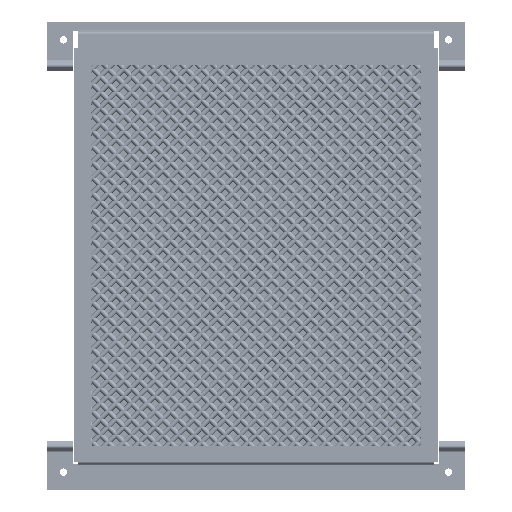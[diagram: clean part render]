
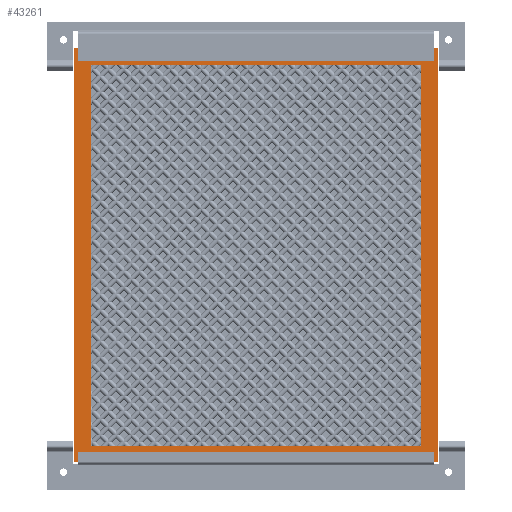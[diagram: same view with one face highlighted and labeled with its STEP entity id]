
A CAD part, front view. The second image highlights one B-rep face of the part: STEP entity #43261.
In plain terms, the highlighted planar face has unit normal (0, -1, 0).
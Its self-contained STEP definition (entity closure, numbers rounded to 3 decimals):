
#54 = LINE ( 'NONE', #40064, #40546 ) ;
#1555 = CARTESIAN_POINT ( 'NONE',  ( 1., -0.26, -9.625 ) ) ;
#5579 = AXIS2_PLACEMENT_3D ( 'NONE', #163241, #50828, #113688 ) ;
#8561 = EDGE_LOOP ( 'NONE', ( #170219, #146399, #123940, #199033 ) ) ;
#10990 = CARTESIAN_POINT ( 'NONE',  ( 0.625, -0.26, -0.6 ) ) ;
#18418 = LINE ( 'NONE', #68859, #154914 ) ;
#19822 = CARTESIAN_POINT ( 'NONE',  ( 8.5, -0.26, -0.975 ) ) ;
#31983 = VECTOR ( 'NONE', #181630, 39.37 ) ;
#36149 = CARTESIAN_POINT ( 'NONE',  ( 8.5, -0.26, -9.625 ) ) ;
#36566 = VERTEX_POINT ( 'NONE', #56305 ) ;
#38798 = DIRECTION ( 'NONE',  ( 0., 0., -1. ) ) ;
#40064 = CARTESIAN_POINT ( 'NONE',  ( 4.75, -0.26, -9.625 ) ) ;
#40546 = VECTOR ( 'NONE', #100893, 39.37 ) ;
#40625 = CARTESIAN_POINT ( 'NONE',  ( 0.625, -0.26, -0.6 ) ) ;
#43261 = ADVANCED_FACE ( 'NONE', ( #66297, #114692 ), #129164, .T. ) ;
#43540 = EDGE_CURVE ( 'NONE', #100908, #36566, #116232, .T. ) ;
#43820 = LINE ( 'NONE', #106652, #148359 ) ;
#50828 = DIRECTION ( 'NONE',  ( 0., -1., 0. ) ) ;
#53284 = LINE ( 'NONE', #180161, #150639 ) ;
#53758 = LINE ( 'NONE', #198148, #31983 ) ;
#54013 = EDGE_CURVE ( 'NONE', #158450, #100908, #119965, .T. ) ;
#56305 = CARTESIAN_POINT ( 'NONE',  ( 8.875, -0.26, -0.6 ) ) ;
#66297 = FACE_BOUND ( 'NONE', #192063, .T. ) ;
#68859 = CARTESIAN_POINT ( 'NONE',  ( 8.5, -0.26, -5.3 ) ) ;
#73192 = EDGE_CURVE ( 'NONE', #36566, #162852, #53284, .T. ) ;
#75731 = DIRECTION ( 'NONE',  ( 0., 0., 1. ) ) ;
#75829 = VERTEX_POINT ( 'NONE', #188454 ) ;
#78238 = EDGE_CURVE ( 'NONE', #83419, #162420, #18418, .T. ) ;
#83419 = VERTEX_POINT ( 'NONE', #19822 ) ;
#86259 = ORIENTED_EDGE ( 'NONE', *, *, #144133, .T. ) ;
#88035 = DIRECTION ( 'NONE',  ( 0., 0., 1. ) ) ;
#90443 = LINE ( 'NONE', #166871, #101640 ) ;
#97034 = ORIENTED_EDGE ( 'NONE', *, *, #78238, .T. ) ;
#100893 = DIRECTION ( 'NONE',  ( -1., 0., 0. ) ) ;
#100908 = VERTEX_POINT ( 'NONE', #10990 ) ;
#101640 = VECTOR ( 'NONE', #153397, 39.37 ) ;
#105418 = EDGE_CURVE ( 'NONE', #162420, #127360, #54, .T. ) ;
#106652 = CARTESIAN_POINT ( 'NONE',  ( 1., -0.26, -5.3 ) ) ;
#113688 = DIRECTION ( 'NONE',  ( 1., 0., 0. ) ) ;
#114692 = FACE_OUTER_BOUND ( 'NONE', #8561, .T. ) ;
#116232 = LINE ( 'NONE', #179262, #124421 ) ;
#117260 = DIRECTION ( 'NONE',  ( 0., 0., -1. ) ) ;
#119965 = LINE ( 'NONE', #40625, #153088 ) ;
#123940 = ORIENTED_EDGE ( 'NONE', *, *, #73192, .F. ) ;
#124421 = VECTOR ( 'NONE', #195782, 39.37 ) ;
#125547 = ORIENTED_EDGE ( 'NONE', *, *, #105418, .T. ) ;
#127360 = VERTEX_POINT ( 'NONE', #1555 ) ;
#129164 = PLANE ( 'NONE',  #5579 ) ;
#144133 = EDGE_CURVE ( 'NONE', #127360, #75829, #43820, .T. ) ;
#146399 = ORIENTED_EDGE ( 'NONE', *, *, #149077, .F. ) ;
#148359 = VECTOR ( 'NONE', #75731, 39.37 ) ;
#149077 = EDGE_CURVE ( 'NONE', #162852, #158450, #90443, .T. ) ;
#150639 = VECTOR ( 'NONE', #38798, 39.37 ) ;
#153088 = VECTOR ( 'NONE', #88035, 39.37 ) ;
#153397 = DIRECTION ( 'NONE',  ( -1., 0., 0. ) ) ;
#154914 = VECTOR ( 'NONE', #117260, 39.37 ) ;
#158450 = VERTEX_POINT ( 'NONE', #196659 ) ;
#162420 = VERTEX_POINT ( 'NONE', #36149 ) ;
#162852 = VERTEX_POINT ( 'NONE', #165839 ) ;
#163241 = CARTESIAN_POINT ( 'NONE',  ( 4.75, -0.26, -5.3 ) ) ;
#165217 = EDGE_CURVE ( 'NONE', #75829, #83419, #53758, .T. ) ;
#165839 = CARTESIAN_POINT ( 'NONE',  ( 8.875, -0.26, -10. ) ) ;
#166871 = CARTESIAN_POINT ( 'NONE',  ( 0.625, -0.26, -10. ) ) ;
#170219 = ORIENTED_EDGE ( 'NONE', *, *, #54013, .F. ) ;
#179262 = CARTESIAN_POINT ( 'NONE',  ( 8.875, -0.26, -0.6 ) ) ;
#180161 = CARTESIAN_POINT ( 'NONE',  ( 8.875, -0.26, -10. ) ) ;
#181630 = DIRECTION ( 'NONE',  ( 1., 0., 0. ) ) ;
#188454 = CARTESIAN_POINT ( 'NONE',  ( 1., -0.26, -0.975 ) ) ;
#192063 = EDGE_LOOP ( 'NONE', ( #125547, #86259, #193193, #97034 ) ) ;
#193193 = ORIENTED_EDGE ( 'NONE', *, *, #165217, .T. ) ;
#195782 = DIRECTION ( 'NONE',  ( 1., 0., 0. ) ) ;
#196659 = CARTESIAN_POINT ( 'NONE',  ( 0.625, -0.26, -10. ) ) ;
#198148 = CARTESIAN_POINT ( 'NONE',  ( 4.75, -0.26, -0.975 ) ) ;
#199033 = ORIENTED_EDGE ( 'NONE', *, *, #43540, .F. ) ;
